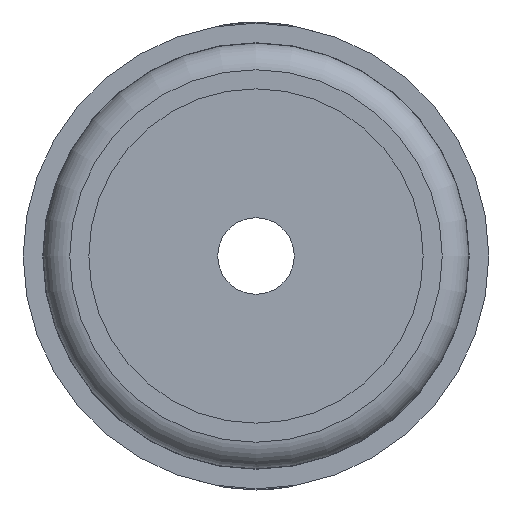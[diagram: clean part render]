
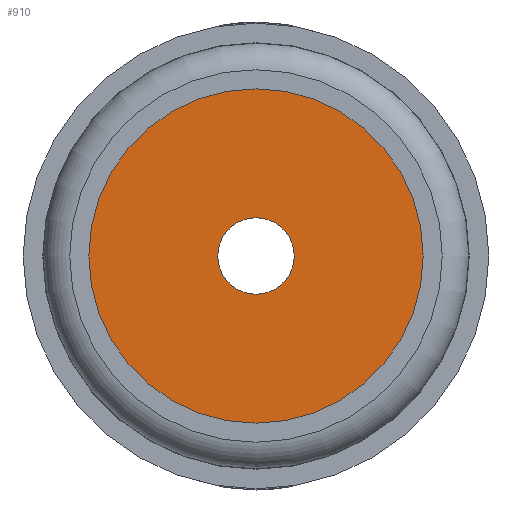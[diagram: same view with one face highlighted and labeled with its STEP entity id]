
A CAD part, front view. The second image highlights one B-rep face of the part: STEP entity #910.
In plain terms, the highlighted planar face has unit normal (0, -1, 0).
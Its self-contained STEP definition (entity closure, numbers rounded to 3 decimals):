
#148=ORIENTED_EDGE('',*,*,#234,.F.);
#149=ORIENTED_EDGE('',*,*,#233,.T.);
#233=EDGE_CURVE('',#293,#293,#345,.T.);
#234=EDGE_CURVE('',#294,#294,#346,.F.);
#293=VERTEX_POINT('',#1321);
#294=VERTEX_POINT('',#1324);
#345=CIRCLE('',#998,3.5);
#346=CIRCLE('',#1000,0.8);
#423=EDGE_LOOP('',(#148));
#424=EDGE_LOOP('',(#149));
#511=FACE_BOUND('',#423,.T.);
#512=FACE_BOUND('',#424,.T.);
#539=PLANE('',#999);
#910=ADVANCED_FACE('',(#511,#512),#539,.F.);
#998=AXIS2_PLACEMENT_3D('',#1320,#1164,#1165);
#999=AXIS2_PLACEMENT_3D('',#1322,#1166,#1167);
#1000=AXIS2_PLACEMENT_3D('',#1323,#1168,#1169);
#1164=DIRECTION('',(0.,-1.,0.));
#1165=DIRECTION('',(0.,0.,-1.));
#1166=DIRECTION('',(0.,1.,0.));
#1167=DIRECTION('',(0.,0.,1.));
#1168=DIRECTION('',(0.,1.,0.));
#1169=DIRECTION('',(0.,0.,1.));
#1320=CARTESIAN_POINT('',(0.,0.,0.));
#1321=CARTESIAN_POINT('',(0.,0.,-3.5));
#1322=CARTESIAN_POINT('',(3.5,0.,0.));
#1323=CARTESIAN_POINT('',(0.,0.,0.));
#1324=CARTESIAN_POINT('',(0.,0.,0.8));
